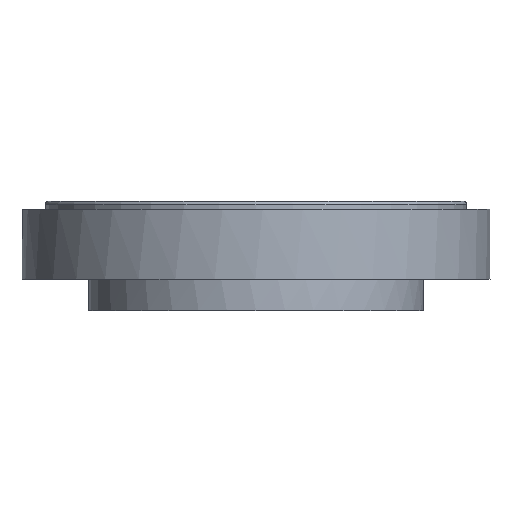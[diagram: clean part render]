
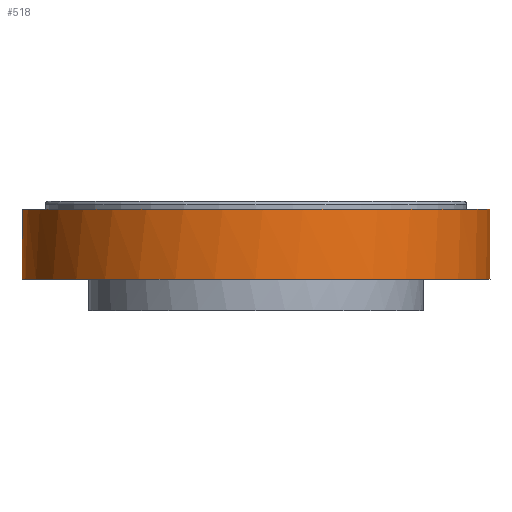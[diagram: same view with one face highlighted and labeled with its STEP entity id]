
A CAD part, front view. The second image highlights one B-rep face of the part: STEP entity #518.
In plain terms, the highlighted cylindrical face has radius 7.5 mm (diameter 15 mm), a full revolution.
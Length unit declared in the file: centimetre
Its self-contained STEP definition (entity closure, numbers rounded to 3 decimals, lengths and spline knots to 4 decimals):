
#38=VECTOR('',#606,1.);
#40=VECTOR('',#609,1.);
#48=VECTOR('',#626,1.);
#56=VECTOR('',#636,1.);
#60=LINE('',#818,#38);
#62=LINE('',#823,#40);
#70=LINE('',#845,#48);
#78=LINE('',#861,#56);
#102=B_SPLINE_CURVE_WITH_KNOTS('',3,(#735,#736,#737,#738,#739,#740,#741,
#742,#743,#744,#745,#746,#747,#748,#749,#750,#751,#752,#753,#754,#755,#756,
#757,#758,#759,#760,#761,#762,#763,#764,#765,#766,#767,#768),
 .UNSPECIFIED.,.T.,.U.,(4,2,2,2,2,2,2,2,2,2,2,2,2,2,2,2,4),(0.,0.0065,
0.0129,0.0197,0.0264,0.0332,
0.0399,0.0464,0.0529,0.0593,
0.0658,0.0726,0.0793,0.0861,
0.0928,0.0993,0.1057),.UNSPECIFIED.);
#103=B_SPLINE_CURVE_WITH_KNOTS('',3,(#774,#775,#776,#777,#778,#779,#780,
#781,#782,#783,#784,#785,#786,#787,#788,#789,#790,#791,#792,#793,#794,#795,
#796,#797,#798,#799,#800,#801,#802,#803,#804,#805,#806,#807),
 .UNSPECIFIED.,.T.,.U.,(4,2,2,2,2,2,2,2,2,2,2,2,2,2,2,2,4),(0.,0.0065,
0.0129,0.0197,0.0265,0.0332,
0.0399,0.0464,0.0529,0.0593,
0.0658,0.0725,0.0792,0.086,
0.0928,0.0992,0.1057),.UNSPECIFIED.);
#105=VERTEX_POINT('',#769);
#107=VERTEX_POINT('',#808);
#108=VERTEX_POINT('',#812);
#111=VERTEX_POINT('',#817);
#113=VERTEX_POINT('',#822);
#114=VERTEX_POINT('',#824);
#117=VERTEX_POINT('',#834);
#118=VERTEX_POINT('',#836);
#122=VERTEX_POINT('',#846);
#127=VERTEX_POINT('',#860);
#152=CIRCLE('',#530,0.75);
#154=CIRCLE('',#533,0.75);
#180=CIRCLE('',#588,0.75);
#181=CIRCLE('',#589,0.75);
#183=EDGE_CURVE('',#105,#105,#102,.T.);
#185=EDGE_CURVE('',#107,#107,#103,.T.);
#189=EDGE_CURVE('',#111,#108,#60,.T.);
#191=EDGE_CURVE('',#114,#113,#62,.T.);
#194=EDGE_CURVE('',#113,#108,#152,.T.);
#197=EDGE_CURVE('',#118,#117,#154,.T.);
#202=EDGE_CURVE('',#122,#118,#70,.T.);
#210=EDGE_CURVE('',#117,#127,#78,.T.);
#236=EDGE_CURVE('',#127,#122,#180,.T.);
#237=EDGE_CURVE('',#111,#114,#181,.T.);
#332=ORIENTED_EDGE('',*,*,#183,.T.);
#333=ORIENTED_EDGE('',*,*,#185,.T.);
#334=ORIENTED_EDGE('',*,*,#197,.T.);
#335=ORIENTED_EDGE('',*,*,#210,.T.);
#336=ORIENTED_EDGE('',*,*,#236,.T.);
#337=ORIENTED_EDGE('',*,*,#202,.T.);
#338=ORIENTED_EDGE('',*,*,#237,.T.);
#339=ORIENTED_EDGE('',*,*,#191,.T.);
#340=ORIENTED_EDGE('',*,*,#194,.T.);
#341=ORIENTED_EDGE('',*,*,#189,.F.);
#410=EDGE_LOOP('',(#332));
#411=EDGE_LOOP('',(#333));
#412=EDGE_LOOP('',(#334,#335,#336,#337));
#413=EDGE_LOOP('',(#338,#339,#340,#341));
#476=FACE_BOUND('',#410,.T.);
#477=FACE_BOUND('',#411,.T.);
#478=FACE_BOUND('',#412,.T.);
#479=FACE_BOUND('',#413,.T.);
#518=ADVANCED_FACE('',(#476,#477,#478,#479),#953,.T.);
#530=AXIS2_PLACEMENT_3D('',#829,#613,#614);
#533=AXIS2_PLACEMENT_3D('',#835,#619,#620);
#587=AXIS2_PLACEMENT_3D('',#934,#724,#725);
#588=AXIS2_PLACEMENT_3D('',#935,#726,#727);
#589=AXIS2_PLACEMENT_3D('',#936,#728,#729);
#606=DIRECTION('',(0.,0.,-1.));
#609=DIRECTION('',(0.,0.,-1.));
#613=DIRECTION('',(0.,0.,1.));
#614=DIRECTION('',(-0.75,0.,0.));
#619=DIRECTION('',(0.,0.,-1.));
#620=DIRECTION('',(-0.75,0.,0.));
#626=DIRECTION('',(0.,0.,-1.));
#636=DIRECTION('',(0.,0.,1.));
#724=DIRECTION('',(0.,0.,1.));
#725=DIRECTION('',(0.75,0.,0.));
#726=DIRECTION('',(0.,0.,-1.));
#727=DIRECTION('',(0.75,0.,0.));
#728=DIRECTION('',(0.,0.,1.));
#729=DIRECTION('',(0.75,0.,0.));
#735=CARTESIAN_POINT('',(0.1913,0.7252,-0.0209));
#736=CARTESIAN_POINT('',(0.1913,0.7252,-0.023));
#737=CARTESIAN_POINT('',(0.1917,0.7251,-0.0253));
#738=CARTESIAN_POINT('',(0.1935,0.7246,-0.0295));
#739=CARTESIAN_POINT('',(0.1948,0.7243,-0.0314));
#740=CARTESIAN_POINT('',(0.1978,0.7234,-0.0345));
#741=CARTESIAN_POINT('',(0.1998,0.7229,-0.0358));
#742=CARTESIAN_POINT('',(0.204,0.7217,-0.0376));
#743=CARTESIAN_POINT('',(0.2063,0.7211,-0.0381));
#744=CARTESIAN_POINT('',(0.2107,0.7198,-0.0381));
#745=CARTESIAN_POINT('',(0.213,0.7191,-0.0376));
#746=CARTESIAN_POINT('',(0.2173,0.7178,-0.0358));
#747=CARTESIAN_POINT('',(0.2192,0.7173,-0.0345));
#748=CARTESIAN_POINT('',(0.2222,0.7163,-0.0314));
#749=CARTESIAN_POINT('',(0.2235,0.7159,-0.0295));
#750=CARTESIAN_POINT('',(0.2253,0.7154,-0.0253));
#751=CARTESIAN_POINT('',(0.2257,0.7152,-0.023));
#752=CARTESIAN_POINT('',(0.2257,0.7152,-0.0187));
#753=CARTESIAN_POINT('',(0.2253,0.7154,-0.0164));
#754=CARTESIAN_POINT('',(0.2235,0.7159,-0.0122));
#755=CARTESIAN_POINT('',(0.2222,0.7163,-0.0103));
#756=CARTESIAN_POINT('',(0.2192,0.7173,-0.0072));
#757=CARTESIAN_POINT('',(0.2173,0.7178,-0.0059));
#758=CARTESIAN_POINT('',(0.213,0.7191,-0.0041));
#759=CARTESIAN_POINT('',(0.2107,0.7198,-0.0037));
#760=CARTESIAN_POINT('',(0.2063,0.7211,-0.0037));
#761=CARTESIAN_POINT('',(0.204,0.7217,-0.0041));
#762=CARTESIAN_POINT('',(0.1998,0.7229,-0.0059));
#763=CARTESIAN_POINT('',(0.1978,0.7234,-0.0072));
#764=CARTESIAN_POINT('',(0.1948,0.7243,-0.0103));
#765=CARTESIAN_POINT('',(0.1935,0.7246,-0.0122));
#766=CARTESIAN_POINT('',(0.1917,0.7251,-0.0164));
#767=CARTESIAN_POINT('',(0.1913,0.7252,-0.0187));
#768=CARTESIAN_POINT('',(0.1913,0.7252,-0.0209));
#769=CARTESIAN_POINT('',(0.1913,0.7252,-0.0209));
#774=CARTESIAN_POINT('',(-0.2257,0.7152,-0.0209));
#775=CARTESIAN_POINT('',(-0.2257,0.7152,-0.023));
#776=CARTESIAN_POINT('',(-0.2253,0.7154,-0.0253));
#777=CARTESIAN_POINT('',(-0.2235,0.7159,-0.0295));
#778=CARTESIAN_POINT('',(-0.2222,0.7163,-0.0314));
#779=CARTESIAN_POINT('',(-0.2192,0.7173,-0.0345));
#780=CARTESIAN_POINT('',(-0.2173,0.7178,-0.0358));
#781=CARTESIAN_POINT('',(-0.213,0.7191,-0.0376));
#782=CARTESIAN_POINT('',(-0.2107,0.7198,-0.0381));
#783=CARTESIAN_POINT('',(-0.2063,0.7211,-0.0381));
#784=CARTESIAN_POINT('',(-0.204,0.7217,-0.0376));
#785=CARTESIAN_POINT('',(-0.1998,0.7229,-0.0358));
#786=CARTESIAN_POINT('',(-0.1978,0.7234,-0.0345));
#787=CARTESIAN_POINT('',(-0.1948,0.7243,-0.0314));
#788=CARTESIAN_POINT('',(-0.1935,0.7246,-0.0295));
#789=CARTESIAN_POINT('',(-0.1917,0.7251,-0.0253));
#790=CARTESIAN_POINT('',(-0.1913,0.7252,-0.023));
#791=CARTESIAN_POINT('',(-0.1913,0.7252,-0.0187));
#792=CARTESIAN_POINT('',(-0.1917,0.7251,-0.0164));
#793=CARTESIAN_POINT('',(-0.1935,0.7246,-0.0122));
#794=CARTESIAN_POINT('',(-0.1948,0.7243,-0.0103));
#795=CARTESIAN_POINT('',(-0.1978,0.7234,-0.0072));
#796=CARTESIAN_POINT('',(-0.1998,0.7229,-0.0059));
#797=CARTESIAN_POINT('',(-0.204,0.7217,-0.0041));
#798=CARTESIAN_POINT('',(-0.2063,0.7211,-0.0037));
#799=CARTESIAN_POINT('',(-0.2107,0.7198,-0.0037));
#800=CARTESIAN_POINT('',(-0.213,0.7191,-0.0041));
#801=CARTESIAN_POINT('',(-0.2173,0.7178,-0.0059));
#802=CARTESIAN_POINT('',(-0.2192,0.7173,-0.0072));
#803=CARTESIAN_POINT('',(-0.2222,0.7163,-0.0103));
#804=CARTESIAN_POINT('',(-0.2235,0.7159,-0.0122));
#805=CARTESIAN_POINT('',(-0.2253,0.7154,-0.0164));
#806=CARTESIAN_POINT('',(-0.2257,0.7152,-0.0187));
#807=CARTESIAN_POINT('',(-0.2257,0.7152,-0.0209));
#808=CARTESIAN_POINT('',(-0.2257,0.7152,-0.0209));
#812=CARTESIAN_POINT('',(-0.3738,0.6502,-0.05));
#817=CARTESIAN_POINT('',(-0.3738,0.6502,0.));
#818=CARTESIAN_POINT('',(-0.3738,0.6502,0.));
#822=CARTESIAN_POINT('',(0.3773,0.6482,-0.05));
#823=CARTESIAN_POINT('',(0.3773,0.6482,0.));
#824=CARTESIAN_POINT('',(0.3773,0.6482,0.));
#829=CARTESIAN_POINT('',(0.,0.,-0.05));
#834=CARTESIAN_POINT('',(0.05,0.7483,0.));
#835=CARTESIAN_POINT('',(0.,0.,0.));
#836=CARTESIAN_POINT('',(-0.05,0.7483,0.));
#845=CARTESIAN_POINT('',(-0.05,0.7483,0.1125));
#846=CARTESIAN_POINT('',(-0.05,0.7483,0.225));
#860=CARTESIAN_POINT('',(0.05,0.7483,0.225));
#861=CARTESIAN_POINT('',(0.05,0.7483,0.1125));
#934=CARTESIAN_POINT('',(0.,0.,0.));
#935=CARTESIAN_POINT('',(0.,0.,0.225));
#936=CARTESIAN_POINT('',(0.,0.,0.));
#953=CYLINDRICAL_SURFACE('',#587,0.75);
